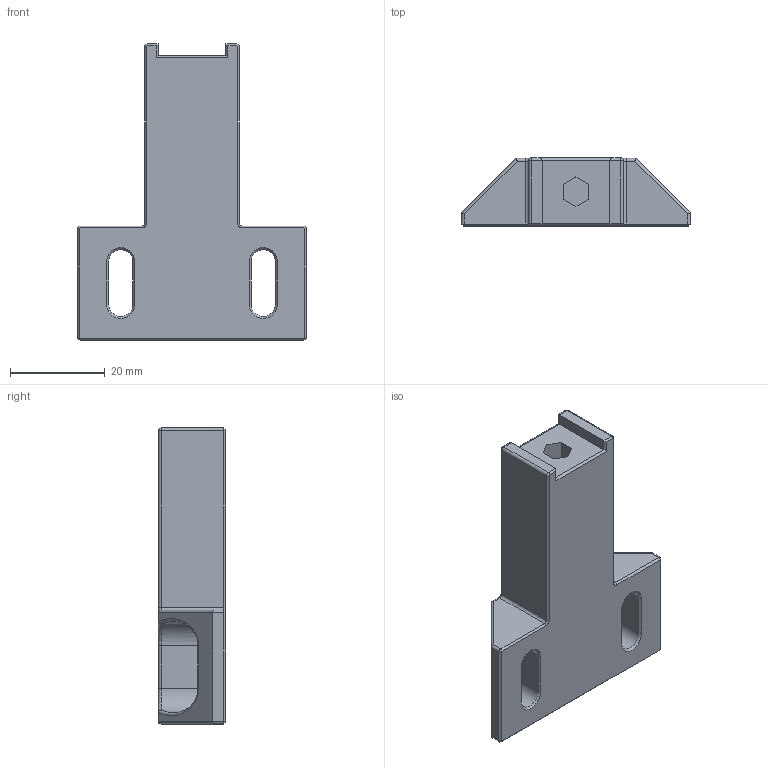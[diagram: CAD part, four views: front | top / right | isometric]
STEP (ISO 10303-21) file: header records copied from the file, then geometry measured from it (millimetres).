
FILE_DESCRIPTION(/* description */ (''),/* implementation_level */ '2;1');
FILE_NAME(/* name */ 'Euclid_Gantry_Face_Mount_shorter.step',/* time_stamp */ '2023-05-31T18:59:50-07:00',/* author */ (''),/* organization */ (''),/* preprocessor_version */ 'ST-DEVELOPER v19.2',/* originating_system */ 'Autodesk Translation Framework v12.4.0.73',/* authorisation */ '');
FILE_SCHEMA (('AUTOMOTIVE_DESIGN { 1 0 10303 214 3 1 1 }'));
Length unit declared in the file: millimetre
Products named in the file (1): Gantry_Face_Mount_shorter
Bounding box: 48.25 x 14.26 x 62.35 mm (x, y, z)
Volume: 20190.3 mm3; surface area: 7098.8 mm2
Topology: 1 solids, 1 shells, 112 faces, 269 edges, 160 vertices
Faces by surface type: plane 54, cylinder 34, cone 12, torus 6, bspline 4, sphere 2
Entity records: 3583 total; most frequent: CARTESIAN_POINT 917, DIRECTION 561, ORIENTED_EDGE 538, EDGE_CURVE 269, AXIS2_PLACEMENT_3D 191, LINE 179, VECTOR 179, VERTEX_POINT 160
